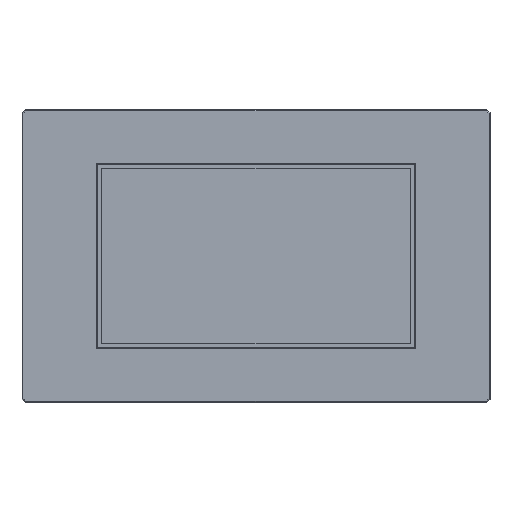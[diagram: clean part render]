
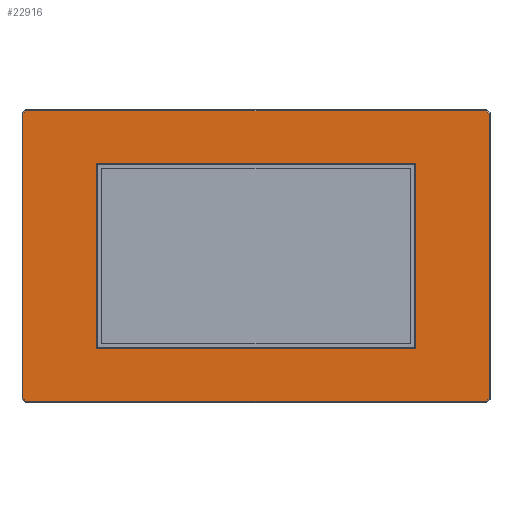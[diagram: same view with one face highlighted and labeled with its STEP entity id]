
A CAD part, top view. The second image highlights one B-rep face of the part: STEP entity #22916.
In plain terms, the highlighted planar face has unit normal (0, 0, 1).
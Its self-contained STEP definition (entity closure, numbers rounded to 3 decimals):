
#703 = ORIENTED_EDGE ( 'NONE', *, *, #26900, .T. ) ;
#1318 = VECTOR ( 'NONE', #20563, 1000. ) ;
#1620 = LINE ( 'NONE', #42664, #10194 ) ;
#1991 = VERTEX_POINT ( 'NONE', #3003 ) ;
#2003 = VECTOR ( 'NONE', #23987, 1000. ) ;
#2513 = CARTESIAN_POINT ( 'NONE',  ( 70.876, 44.7, 3. ) ) ;
#3003 = CARTESIAN_POINT ( 'NONE',  ( 71.7, 43.876, 3. ) ) ;
#3513 = EDGE_CURVE ( 'NONE', #28515, #18653, #28900, .T. ) ;
#4792 = EDGE_CURVE ( 'NONE', #1991, #33210, #14283, .T. ) ;
#4811 = VECTOR ( 'NONE', #45734, 1000. ) ;
#5608 = ORIENTED_EDGE ( 'NONE', *, *, #24162, .T. ) ;
#5958 = LINE ( 'NONE', #23773, #4811 ) ;
#6345 = LINE ( 'NONE', #33371, #24720 ) ;
#6533 = PLANE ( 'NONE',  #32209 ) ;
#6976 = CARTESIAN_POINT ( 'NONE',  ( -71.7, -43.876, 3. ) ) ;
#7811 = ORIENTED_EDGE ( 'NONE', *, *, #21703, .T. ) ;
#7940 = ORIENTED_EDGE ( 'NONE', *, *, #28144, .T. ) ;
#9032 = VECTOR ( 'NONE', #32475, 1000. ) ;
#9761 = CARTESIAN_POINT ( 'NONE',  ( -49.15, 28.55, 3. ) ) ;
#9801 = DIRECTION ( 'NONE',  ( -1., 0., 0. ) ) ;
#10194 = VECTOR ( 'NONE', #20704, 1000. ) ;
#10643 = ORIENTED_EDGE ( 'NONE', *, *, #26670, .T. ) ;
#10803 = VECTOR ( 'NONE', #11886, 1000. ) ;
#11186 = FACE_BOUND ( 'NONE', #27852, .T. ) ;
#11556 = CARTESIAN_POINT ( 'NONE',  ( 57.788, 57.788, 3. ) ) ;
#11886 = DIRECTION ( 'NONE',  ( 0., 1., 0. ) ) ;
#12655 = VERTEX_POINT ( 'NONE', #6976 ) ;
#13257 = VERTEX_POINT ( 'NONE', #43154 ) ;
#13930 = CARTESIAN_POINT ( 'NONE',  ( 0., 0., 3. ) ) ;
#14117 = CARTESIAN_POINT ( 'NONE',  ( 49.15, 28.55, 3. ) ) ;
#14283 = LINE ( 'NONE', #11556, #22904 ) ;
#15562 = VECTOR ( 'NONE', #9801, 1000. ) ;
#18150 = CARTESIAN_POINT ( 'NONE',  ( -70.876, 44.7, 3. ) ) ;
#18653 = VERTEX_POINT ( 'NONE', #26432 ) ;
#18716 = ORIENTED_EDGE ( 'NONE', *, *, #3513, .T. ) ;
#19828 = FACE_OUTER_BOUND ( 'NONE', #46728, .T. ) ;
#20301 = CARTESIAN_POINT ( 'NONE',  ( -71., 44.7, 3. ) ) ;
#20472 = VERTEX_POINT ( 'NONE', #44036 ) ;
#20563 = DIRECTION ( 'NONE',  ( 0., -1., 0. ) ) ;
#20704 = DIRECTION ( 'NONE',  ( 0.707, -0.707, 0. ) ) ;
#21302 = DIRECTION ( 'NONE',  ( 0., 0., 1. ) ) ;
#21342 = EDGE_CURVE ( 'NONE', #32437, #1991, #31943, .T. ) ;
#21703 = EDGE_CURVE ( 'NONE', #29492, #12655, #38336, .T. ) ;
#22204 = VECTOR ( 'NONE', #23968, 1000. ) ;
#22621 = ORIENTED_EDGE ( 'NONE', *, *, #35965, .T. ) ;
#22904 = VECTOR ( 'NONE', #26316, 1000. ) ;
#22916 = ADVANCED_FACE ( 'NONE', ( #11186, #19828 ), #6533, .T. ) ;
#22924 = CARTESIAN_POINT ( 'NONE',  ( 0., 28.55, 3. ) ) ;
#23773 = CARTESIAN_POINT ( 'NONE',  ( 57.788, -57.788, 3. ) ) ;
#23968 = DIRECTION ( 'NONE',  ( 0., 1., 0. ) ) ;
#23987 = DIRECTION ( 'NONE',  ( -1., 0., 0. ) ) ;
#24162 = EDGE_CURVE ( 'NONE', #42745, #13257, #26123, .T. ) ;
#24720 = VECTOR ( 'NONE', #37082, 1000. ) ;
#25333 = ORIENTED_EDGE ( 'NONE', *, *, #35347, .T. ) ;
#25516 = VERTEX_POINT ( 'NONE', #9761 ) ;
#25667 = CARTESIAN_POINT ( 'NONE',  ( 71., -44.7, 3. ) ) ;
#25742 = ORIENTED_EDGE ( 'NONE', *, *, #32876, .T. ) ;
#26123 = LINE ( 'NONE', #25667, #43316 ) ;
#26316 = DIRECTION ( 'NONE',  ( -0.707, 0.707, 0. ) ) ;
#26432 = CARTESIAN_POINT ( 'NONE',  ( 49.15, -28.55, 3. ) ) ;
#26452 = LINE ( 'NONE', #31775, #15562 ) ;
#26578 = DIRECTION ( 'NONE',  ( 1., 0., 0. ) ) ;
#26670 = EDGE_CURVE ( 'NONE', #18653, #20472, #26452, .T. ) ;
#26900 = EDGE_CURVE ( 'NONE', #41970, #29492, #6345, .T. ) ;
#27852 = EDGE_LOOP ( 'NONE', ( #10643, #7940, #25742, #18716 ) ) ;
#28144 = EDGE_CURVE ( 'NONE', #20472, #25516, #38969, .T. ) ;
#28515 = VERTEX_POINT ( 'NONE', #14117 ) ;
#28757 = CARTESIAN_POINT ( 'NONE',  ( -71.7, -44., 3. ) ) ;
#28900 = LINE ( 'NONE', #42533, #1318 ) ;
#29492 = VERTEX_POINT ( 'NONE', #47378 ) ;
#31775 = CARTESIAN_POINT ( 'NONE',  ( 0., -28.55, 3. ) ) ;
#31943 = LINE ( 'NONE', #42255, #22204 ) ;
#32209 = AXIS2_PLACEMENT_3D ( 'NONE', #13930, #21302, #46960 ) ;
#32437 = VERTEX_POINT ( 'NONE', #38530 ) ;
#32475 = DIRECTION ( 'NONE',  ( 0., -1., 0. ) ) ;
#32528 = EDGE_CURVE ( 'NONE', #12655, #42745, #1620, .T. ) ;
#32876 = EDGE_CURVE ( 'NONE', #25516, #28515, #43999, .T. ) ;
#33035 = ORIENTED_EDGE ( 'NONE', *, *, #21342, .T. ) ;
#33210 = VERTEX_POINT ( 'NONE', #2513 ) ;
#33371 = CARTESIAN_POINT ( 'NONE',  ( -57.788, 57.788, 3. ) ) ;
#33471 = CARTESIAN_POINT ( 'NONE',  ( -70.876, -44.7, 3. ) ) ;
#33889 = CARTESIAN_POINT ( 'NONE',  ( -49.15, 0., 3. ) ) ;
#35347 = EDGE_CURVE ( 'NONE', #33210, #41970, #41002, .T. ) ;
#35965 = EDGE_CURVE ( 'NONE', #13257, #32437, #5958, .T. ) ;
#36143 = ORIENTED_EDGE ( 'NONE', *, *, #4792, .T. ) ;
#37082 = DIRECTION ( 'NONE',  ( -0.707, -0.707, 0. ) ) ;
#38336 = LINE ( 'NONE', #28757, #9032 ) ;
#38530 = CARTESIAN_POINT ( 'NONE',  ( 71.7, -43.876, 3. ) ) ;
#38969 = LINE ( 'NONE', #33889, #10803 ) ;
#40477 = ORIENTED_EDGE ( 'NONE', *, *, #32528, .T. ) ;
#41002 = LINE ( 'NONE', #20301, #2003 ) ;
#41970 = VERTEX_POINT ( 'NONE', #18150 ) ;
#42255 = CARTESIAN_POINT ( 'NONE',  ( 71.7, 44., 3. ) ) ;
#42533 = CARTESIAN_POINT ( 'NONE',  ( 49.15, 0., 3. ) ) ;
#42664 = CARTESIAN_POINT ( 'NONE',  ( -57.788, -57.788, 3. ) ) ;
#42745 = VERTEX_POINT ( 'NONE', #33471 ) ;
#42877 = VECTOR ( 'NONE', #26578, 1000. ) ;
#43154 = CARTESIAN_POINT ( 'NONE',  ( 70.876, -44.7, 3. ) ) ;
#43316 = VECTOR ( 'NONE', #43761, 1000. ) ;
#43761 = DIRECTION ( 'NONE',  ( 1., 0., 0. ) ) ;
#43999 = LINE ( 'NONE', #22924, #42877 ) ;
#44036 = CARTESIAN_POINT ( 'NONE',  ( -49.15, -28.55, 3. ) ) ;
#45734 = DIRECTION ( 'NONE',  ( 0.707, 0.707, 0. ) ) ;
#46728 = EDGE_LOOP ( 'NONE', ( #5608, #22621, #33035, #36143, #25333, #703, #7811, #40477 ) ) ;
#46960 = DIRECTION ( 'NONE',  ( 1., 0., 0. ) ) ;
#47378 = CARTESIAN_POINT ( 'NONE',  ( -71.7, 43.876, 3. ) ) ;
